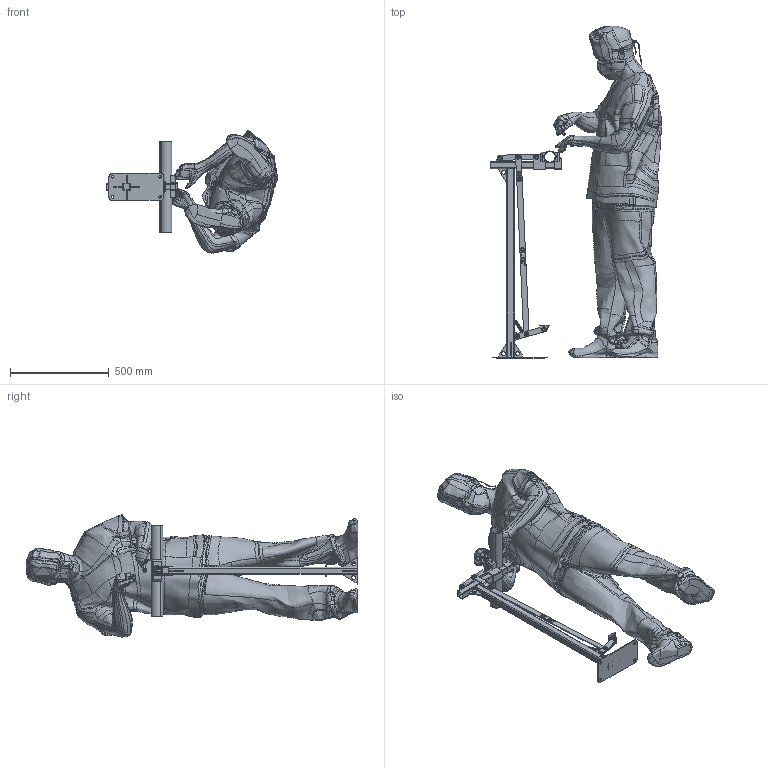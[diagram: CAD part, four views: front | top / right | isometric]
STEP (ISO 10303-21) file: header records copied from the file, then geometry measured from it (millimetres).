
FILE_DESCRIPTION(('FreeCAD Model'),'2;1');
FILE_NAME('Open CASCADE Shape Model','2025-04-29T17:16:17',('FreeCAD'),( 'FreeCAD'),'Open CASCADE STEP processor 7.6','FreeCAD','Unknown');
FILE_SCHEMA(('AUTOMOTIVE_DESIGN { 1 0 10303 214 1 1 1 1 }'));
Products named in the file (1): Open CASCADE STEP translator 7.6 1
Bounding box: 866.75 x 1683.2 x 619.93 mm (x, y, z)
Volume: 110422074 mm3; surface area: 3069726.5 mm2
Topology: 52 solids, 52 shells, 1734 faces, 4382 edges, 2769 vertices
Faces by surface type: bspline 1734
Entity records: 448186 total; most frequent: CARTESIAN_POINT 421769, ORIENTED_EDGE 8764, EDGE_CURVE 4382, B_SPLINE_CURVE_WITH_KNOTS 3586, VERTEX_POINT 2769, FACE_BOUND 1841, EDGE_LOOP 1841, ADVANCED_FACE 1734
